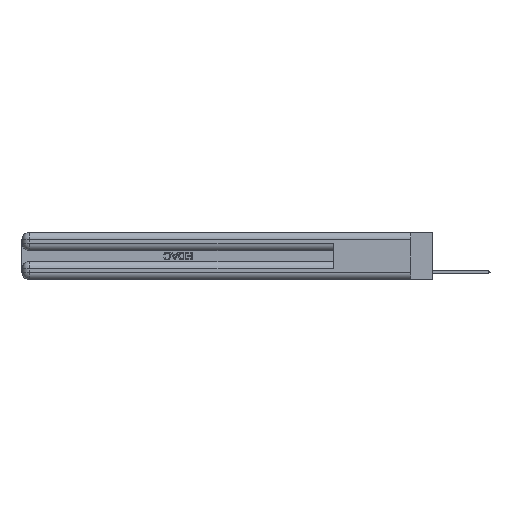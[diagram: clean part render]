
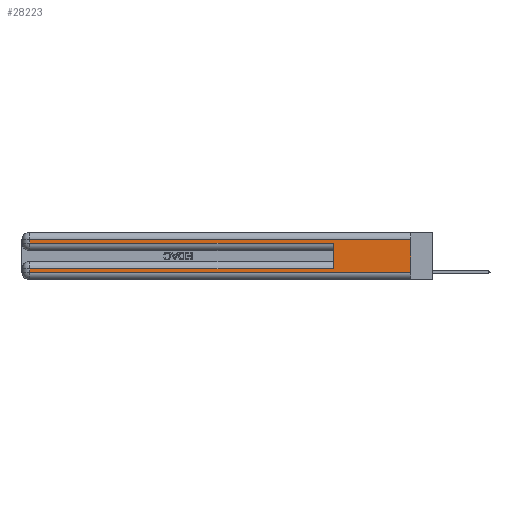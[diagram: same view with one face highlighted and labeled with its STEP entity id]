
A CAD part, left-side view. The second image highlights one B-rep face of the part: STEP entity #28223.
In plain terms, the highlighted planar face has unit normal (-1, 0, 0).
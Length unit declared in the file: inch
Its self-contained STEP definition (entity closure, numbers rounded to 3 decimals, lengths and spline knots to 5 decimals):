
#108 = LINE ( 'NONE', #8001, #17574 ) ;
#213 = VERTEX_POINT ( 'NONE', #8410 ) ;
#506 = VERTEX_POINT ( 'NONE', #12767 ) ;
#1014 = ORIENTED_EDGE ( 'NONE', *, *, #29068, .T. ) ;
#3071 = CARTESIAN_POINT ( 'NONE',  ( 0., 0.6, 0.145 ) ) ;
#3178 = ORIENTED_EDGE ( 'NONE', *, *, #24056, .T. ) ;
#3389 = LINE ( 'NONE', #13677, #27422 ) ;
#4123 = VERTEX_POINT ( 'NONE', #23366 ) ;
#4568 = DIRECTION ( 'NONE',  ( 0., 0., -1. ) ) ;
#5679 = ORIENTED_EDGE ( 'NONE', *, *, #22696, .F. ) ;
#6196 = VERTEX_POINT ( 'NONE', #11255 ) ;
#6444 = EDGE_CURVE ( 'NONE', #506, #4123, #12422, .T. ) ;
#7268 = VECTOR ( 'NONE', #23124, 39.37008 ) ;
#7433 = VECTOR ( 'NONE', #19467, 39.37008 ) ;
#8001 = CARTESIAN_POINT ( 'NONE',  ( 0., 0., 0.31 ) ) ;
#8379 = CARTESIAN_POINT ( 'NONE',  ( 0., 0., 0.37 ) ) ;
#8410 = CARTESIAN_POINT ( 'NONE',  ( 0., 0., 0.06 ) ) ;
#8876 = DIRECTION ( 'NONE',  ( 0., 0., -1. ) ) ;
#10218 = DIRECTION ( 'NONE',  ( 0., 1., 0. ) ) ;
#10905 = LINE ( 'NONE', #8379, #11656 ) ;
#11133 = DIRECTION ( 'NONE',  ( 0., -1., 0. ) ) ;
#11255 = CARTESIAN_POINT ( 'NONE',  ( 0., 0., 0.31 ) ) ;
#11656 = VECTOR ( 'NONE', #8876, 39.37008 ) ;
#11740 = LINE ( 'NONE', #22189, #12181 ) ;
#11771 = VERTEX_POINT ( 'NONE', #29624 ) ;
#12163 = DIRECTION ( 'NONE',  ( 1., 0., 0. ) ) ;
#12181 = VECTOR ( 'NONE', #27235, 39.37008 ) ;
#12422 = LINE ( 'NONE', #27757, #27591 ) ;
#12490 = EDGE_CURVE ( 'NONE', #11771, #213, #3389, .T. ) ;
#12767 = CARTESIAN_POINT ( 'NONE',  ( 0., 0.6, 0.085 ) ) ;
#13334 = LINE ( 'NONE', #15535, #19330 ) ;
#13533 = PLANE ( 'NONE',  #22475 ) ;
#13677 = CARTESIAN_POINT ( 'NONE',  ( 0., 0., 0.06 ) ) ;
#13705 = CARTESIAN_POINT ( 'NONE',  ( 0., 0., 0.37 ) ) ;
#13747 = CARTESIAN_POINT ( 'NONE',  ( 0., 2.94, 0.37 ) ) ;
#14261 = LINE ( 'NONE', #13747, #7433 ) ;
#14281 = ORIENTED_EDGE ( 'NONE', *, *, #23734, .F. ) ;
#15110 = DIRECTION ( 'NONE',  ( 0., 1., 0. ) ) ;
#15535 = CARTESIAN_POINT ( 'NONE',  ( 0., 0., 0.285 ) ) ;
#16238 = FACE_OUTER_BOUND ( 'NONE', #17149, .T. ) ;
#17149 = EDGE_LOOP ( 'NONE', ( #14281, #3178, #1014, #29428, #5679, #18815, #20350, #18883 ) ) ;
#17574 = VECTOR ( 'NONE', #15110, 39.37008 ) ;
#18815 = ORIENTED_EDGE ( 'NONE', *, *, #6444, .T. ) ;
#18883 = ORIENTED_EDGE ( 'NONE', *, *, #12490, .T. ) ;
#18942 = VERTEX_POINT ( 'NONE', #30945 ) ;
#19330 = VECTOR ( 'NONE', #26126, 39.37008 ) ;
#19467 = DIRECTION ( 'NONE',  ( 0., 0., -1. ) ) ;
#20350 = ORIENTED_EDGE ( 'NONE', *, *, #23917, .T. ) ;
#22189 = CARTESIAN_POINT ( 'NONE',  ( 0., 2.94, 0.37 ) ) ;
#22475 = AXIS2_PLACEMENT_3D ( 'NONE', #13705, #12163, #4568 ) ;
#22696 = EDGE_CURVE ( 'NONE', #506, #32416, #23456, .T. ) ;
#23124 = DIRECTION ( 'NONE',  ( 0., 0., 1. ) ) ;
#23366 = CARTESIAN_POINT ( 'NONE',  ( 0., 2.94, 0.085 ) ) ;
#23456 = LINE ( 'NONE', #3071, #7268 ) ;
#23734 = EDGE_CURVE ( 'NONE', #6196, #213, #10905, .T. ) ;
#23917 = EDGE_CURVE ( 'NONE', #4123, #11771, #11740, .T. ) ;
#24056 = EDGE_CURVE ( 'NONE', #6196, #18942, #108, .T. ) ;
#25256 = CARTESIAN_POINT ( 'NONE',  ( 0., 0.6, 0.285 ) ) ;
#26126 = DIRECTION ( 'NONE',  ( 0., -1., 0. ) ) ;
#27235 = DIRECTION ( 'NONE',  ( 0., 0., -1. ) ) ;
#27422 = VECTOR ( 'NONE', #11133, 39.37008 ) ;
#27591 = VECTOR ( 'NONE', #10218, 39.37008 ) ;
#27757 = CARTESIAN_POINT ( 'NONE',  ( 0., 0., 0.085 ) ) ;
#28223 = ADVANCED_FACE ( 'NONE', ( #16238 ), #13533, .F. ) ;
#28986 = CARTESIAN_POINT ( 'NONE',  ( 0., 2.94, 0.285 ) ) ;
#29068 = EDGE_CURVE ( 'NONE', #18942, #32143, #14261, .T. ) ;
#29428 = ORIENTED_EDGE ( 'NONE', *, *, #29753, .T. ) ;
#29624 = CARTESIAN_POINT ( 'NONE',  ( 0., 2.94, 0.06 ) ) ;
#29753 = EDGE_CURVE ( 'NONE', #32143, #32416, #13334, .T. ) ;
#30945 = CARTESIAN_POINT ( 'NONE',  ( 0., 2.94, 0.31 ) ) ;
#32143 = VERTEX_POINT ( 'NONE', #28986 ) ;
#32416 = VERTEX_POINT ( 'NONE', #25256 ) ;
